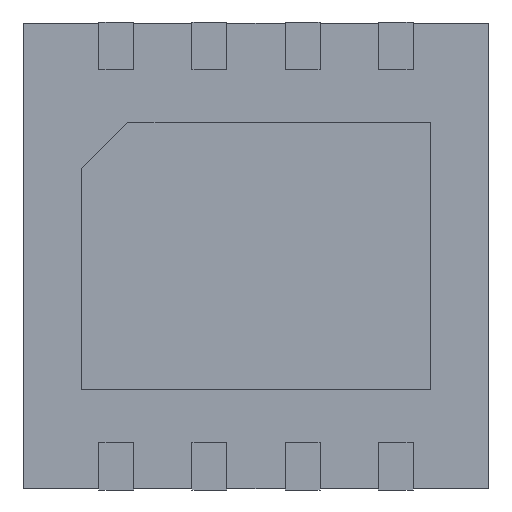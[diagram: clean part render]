
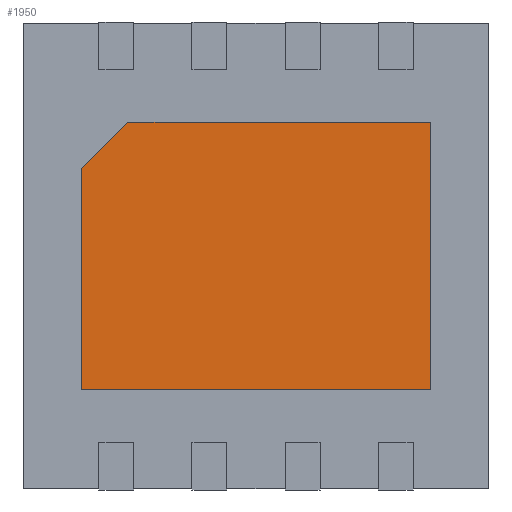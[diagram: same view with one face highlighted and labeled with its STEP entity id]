
A CAD part, front view. The second image highlights one B-rep face of the part: STEP entity #1950.
In plain terms, the highlighted planar face has unit normal (0, -1, 0).
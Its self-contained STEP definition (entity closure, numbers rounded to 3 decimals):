
#35 = ORIENTED_EDGE ( 'NONE', *, *, #999, .F. ) ;
#69 = AXIS2_PLACEMENT_3D ( 'NONE', #920, #2238, #1706 ) ;
#126 = DIRECTION ( 'NONE',  ( 0., 0., -1. ) ) ;
#128 = DIRECTION ( 'NONE',  ( 0., 0., 1. ) ) ;
#178 = EDGE_CURVE ( 'NONE', #562, #1304, #1638, .T. ) ;
#311 = LINE ( 'NONE', #1859, #1574 ) ;
#369 = CARTESIAN_POINT ( 'NONE',  ( 1.5, -0.04, 1.15 ) ) ;
#392 = DIRECTION ( 'NONE',  ( 1., 0., 0. ) ) ;
#494 = DIRECTION ( 'NONE',  ( -1., 0., 0. ) ) ;
#519 = CARTESIAN_POINT ( 'NONE',  ( -1.5, -0.04, -1.15 ) ) ;
#562 = VERTEX_POINT ( 'NONE', #1228 ) ;
#619 = EDGE_CURVE ( 'NONE', #1304, #1062, #1832, .T. ) ;
#845 = VECTOR ( 'NONE', #494, 1000. ) ;
#878 = CARTESIAN_POINT ( 'NONE',  ( -1.1, -0.04, 1.15 ) ) ;
#918 = LINE ( 'NONE', #878, #1261 ) ;
#920 = CARTESIAN_POINT ( 'NONE',  ( 0., -0.04, 0. ) ) ;
#945 = VERTEX_POINT ( 'NONE', #2322 ) ;
#999 = EDGE_CURVE ( 'NONE', #1597, #945, #1376, .T. ) ;
#1019 = VECTOR ( 'NONE', #128, 1000. ) ;
#1054 = ORIENTED_EDGE ( 'NONE', *, *, #1380, .F. ) ;
#1062 = VERTEX_POINT ( 'NONE', #2345 ) ;
#1126 = EDGE_LOOP ( 'NONE', ( #1054, #35, #1650, #2176, #2190 ) ) ;
#1228 = CARTESIAN_POINT ( 'NONE',  ( 1.5, -0.04, -1.15 ) ) ;
#1261 = VECTOR ( 'NONE', #1689, 1000. ) ;
#1304 = VERTEX_POINT ( 'NONE', #519 ) ;
#1376 = LINE ( 'NONE', #369, #2385 ) ;
#1380 = EDGE_CURVE ( 'NONE', #945, #562, #311, .T. ) ;
#1395 = EDGE_CURVE ( 'NONE', #1062, #1597, #918, .T. ) ;
#1549 = CARTESIAN_POINT ( 'NONE',  ( -1.1, -0.04, 1.15 ) ) ;
#1574 = VECTOR ( 'NONE', #126, 1000. ) ;
#1597 = VERTEX_POINT ( 'NONE', #1549 ) ;
#1638 = LINE ( 'NONE', #2228, #845 ) ;
#1650 = ORIENTED_EDGE ( 'NONE', *, *, #1395, .F. ) ;
#1689 = DIRECTION ( 'NONE',  ( 0.707, 0., 0.707 ) ) ;
#1706 = DIRECTION ( 'NONE',  ( 0., 0., -1. ) ) ;
#1832 = LINE ( 'NONE', #2403, #1019 ) ;
#1859 = CARTESIAN_POINT ( 'NONE',  ( 1.5, -0.04, -1.15 ) ) ;
#1950 = ADVANCED_FACE ( 'NONE', ( #2313 ), #2333, .T. ) ;
#2176 = ORIENTED_EDGE ( 'NONE', *, *, #619, .F. ) ;
#2190 = ORIENTED_EDGE ( 'NONE', *, *, #178, .F. ) ;
#2228 = CARTESIAN_POINT ( 'NONE',  ( 1.5, -0.04, -1.15 ) ) ;
#2238 = DIRECTION ( 'NONE',  ( 0., -1., 0. ) ) ;
#2313 = FACE_OUTER_BOUND ( 'NONE', #1126, .T. ) ;
#2322 = CARTESIAN_POINT ( 'NONE',  ( 1.5, -0.04, 1.15 ) ) ;
#2333 = PLANE ( 'NONE',  #69 ) ;
#2345 = CARTESIAN_POINT ( 'NONE',  ( -1.5, -0.04, 0.75 ) ) ;
#2385 = VECTOR ( 'NONE', #392, 1000. ) ;
#2403 = CARTESIAN_POINT ( 'NONE',  ( -1.5, -0.04, -1.15 ) ) ;
